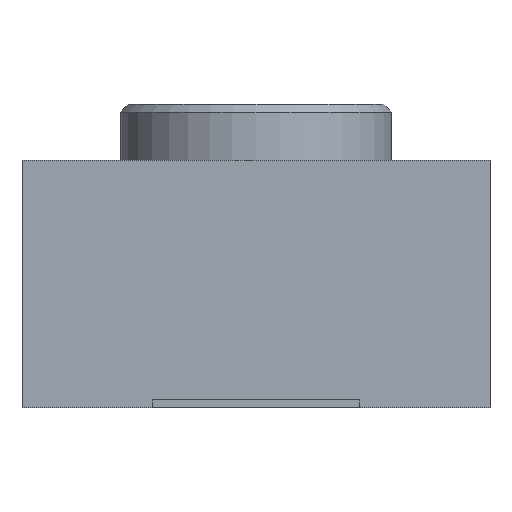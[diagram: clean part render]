
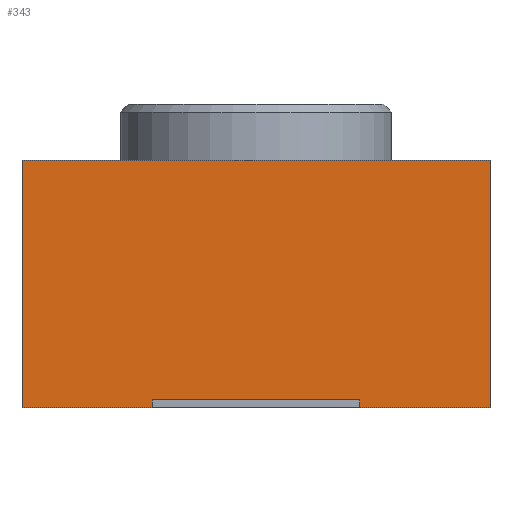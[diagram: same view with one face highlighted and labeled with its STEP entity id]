
A CAD part, left-side view. The second image highlights one B-rep face of the part: STEP entity #343.
In plain terms, the highlighted planar face has unit normal (-1, 0, 0).
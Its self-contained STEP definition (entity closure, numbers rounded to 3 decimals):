
#30=LINE('',#530,#69);
#31=LINE('',#533,#70);
#32=LINE('',#535,#71);
#33=LINE('',#536,#72);
#69=VECTOR('',#430,10.);
#70=VECTOR('',#433,10.);
#71=VECTOR('',#434,10.);
#72=VECTOR('',#435,10.);
#107=FACE_OUTER_BOUND('',#131,.T.);
#131=EDGE_LOOP('',(#243,#244,#245,#246));
#163=VERTEX_POINT('',#526);
#164=VERTEX_POINT('',#528);
#165=VERTEX_POINT('',#532);
#166=VERTEX_POINT('',#534);
#195=EDGE_CURVE('',#163,#164,#30,.T.);
#196=EDGE_CURVE('',#165,#163,#31,.T.);
#197=EDGE_CURVE('',#166,#164,#32,.T.);
#198=EDGE_CURVE('',#165,#166,#33,.T.);
#243=ORIENTED_EDGE('',*,*,#196,.T.);
#244=ORIENTED_EDGE('',*,*,#195,.T.);
#245=ORIENTED_EDGE('',*,*,#197,.F.);
#246=ORIENTED_EDGE('',*,*,#198,.F.);
#321=PLANE('',#386);
#343=ADVANCED_FACE('',(#107),#321,.T.);
#386=AXIS2_PLACEMENT_3D('',#531,#431,#432);
#430=DIRECTION('',(0.,0.,1.));
#431=DIRECTION('center_axis',(-1.,0.,0.));
#432=DIRECTION('ref_axis',(0.,-1.,0.));
#433=DIRECTION('',(0.,-1.,0.));
#434=DIRECTION('',(0.,-1.,0.));
#435=DIRECTION('',(0.,0.,1.));
#526=CARTESIAN_POINT('',(-1.95,-1.465,0.));
#528=CARTESIAN_POINT('',(-1.95,-1.465,1.55));
#530=CARTESIAN_POINT('',(-1.95,-1.465,0.));
#531=CARTESIAN_POINT('Origin',(-1.95,1.465,0.));
#532=CARTESIAN_POINT('',(-1.95,1.465,0.));
#533=CARTESIAN_POINT('',(-1.95,1.465,0.));
#534=CARTESIAN_POINT('',(-1.95,1.465,1.55));
#535=CARTESIAN_POINT('',(-1.95,1.465,1.55));
#536=CARTESIAN_POINT('',(-1.95,1.465,0.));
